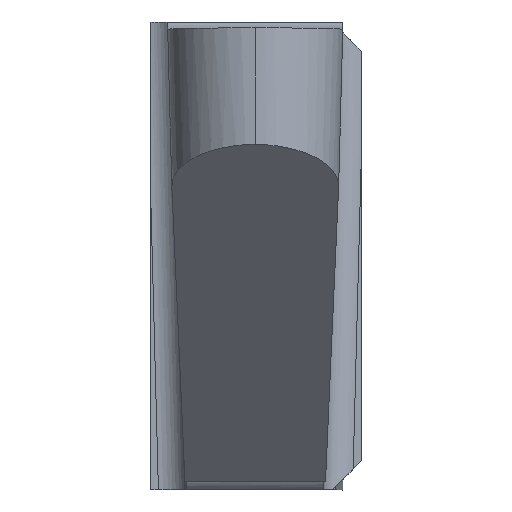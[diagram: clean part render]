
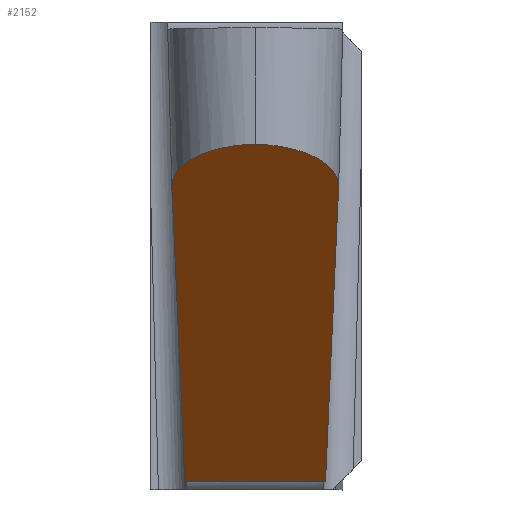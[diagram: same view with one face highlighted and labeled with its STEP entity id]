
A CAD part, front view. The second image highlights one B-rep face of the part: STEP entity #2152.
In plain terms, the highlighted planar face has unit normal (0, -0.427, -0.904).
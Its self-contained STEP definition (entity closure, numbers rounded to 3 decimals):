
#1561=CARTESIAN_POINT('',(0.586,12.223,-7.85));
#1562=VERTEX_POINT('',#1561);
#1573=CARTESIAN_POINT('',(0.586,12.223,-7.85));
#1574=DIRECTION('',(-0.019,-0.904,0.427));
#1575=VECTOR('',#1574,11.797);
#1576=LINE('',#1573,#1575);
#1577=CARTESIAN_POINT('',(0.361,1.56,-2.81));
#1578=VERTEX_POINT('',#1577);
#1579=EDGE_CURVE('',#1562,#1578,#1576,.T.);
#1794=CARTESIAN_POINT('',(3.213,1.56,-2.81));
#1795=VERTEX_POINT('',#1794);
#1806=CARTESIAN_POINT('',(3.213,1.56,-2.81));
#1807=DIRECTION('',(-0.019,0.904,-0.427));
#1808=VECTOR('',#1807,11.797);
#1809=LINE('',#1806,#1808);
#1810=CARTESIAN_POINT('',(2.988,12.223,-7.85));
#1811=VERTEX_POINT('',#1810);
#1812=EDGE_CURVE('',#1795,#1811,#1809,.T.);
#1923=CARTESIAN_POINT('',(1.787,0.036,-2.089));
#1924=VERTEX_POINT('',#1923);
#1935=CARTESIAN_POINT('',(1.787,0.036,-2.089));
#1936=CARTESIAN_POINT('',(2.645,0.067,-2.104));
#1937=CARTESIAN_POINT('',(3.231,0.694,-2.4));
#1938=CARTESIAN_POINT('',(3.213,1.56,-2.81));
#1939=(BOUNDED_CURVE()B_SPLINE_CURVE(3,(#1935,#1936,#1937,#1938),.UNSPECIFIED.,.F.,.F.)B_SPLINE_CURVE_WITH_KNOTS((4,4),(0.,1.),.UNSPECIFIED.)CURVE()GEOMETRIC_REPRESENTATION_ITEM()RATIONAL_B_SPLINE_CURVE((1.,0.811,0.811,1.))REPRESENTATION_ITEM('')
);
#1940=EDGE_CURVE('',#1924,#1795,#1939,.T.);
#2051=CARTESIAN_POINT('',(0.361,1.56,-2.81));
#2052=CARTESIAN_POINT('',(0.343,0.694,-2.4));
#2053=CARTESIAN_POINT('',(0.928,0.067,-2.104));
#2054=CARTESIAN_POINT('',(1.787,0.036,-2.089));
#2055=(BOUNDED_CURVE()B_SPLINE_CURVE(3,(#2051,#2052,#2053,#2054),.UNSPECIFIED.,.F.,.F.)B_SPLINE_CURVE_WITH_KNOTS((4,4),(0.,1.),.UNSPECIFIED.)CURVE()GEOMETRIC_REPRESENTATION_ITEM()RATIONAL_B_SPLINE_CURVE((1.,0.811,0.811,1.))REPRESENTATION_ITEM('')
);
#2056=EDGE_CURVE('',#1578,#1924,#2055,.T.);
#2095=CARTESIAN_POINT('',(1.206,5.638,-4.737));
#2096=DIRECTION('',(0.,0.427,0.904));
#2097=DIRECTION('',(0.,-0.386,0.183));
#2098=AXIS2_PLACEMENT_3D('',#2095,#2096,#2097);
#2099=PLANE('',#2098);
#2100=ORIENTED_EDGE('Edge 1172',*,*,#1812,.F.);
#2109=CARTESIAN_POINT('',(0.586,12.223,-7.85));
#2110=DIRECTION('',(1.,0.,0.));
#2111=VECTOR('',#2110,2.402);
#2112=LINE('',#2109,#2111);
#2113=EDGE_CURVE('',#1562,#1811,#2112,.T.);
#2114=ORIENTED_EDGE('Edge 443',*,*,#2113,.T.);
#2123=ORIENTED_EDGE('Edge 1224',*,*,#1579,.F.);
#2132=ORIENTED_EDGE('Edge 453',*,*,#2056,.F.);
#2141=ORIENTED_EDGE('Edge 458',*,*,#1940,.F.);
#2150=EDGE_LOOP('',(#2141,#2132,#2123,#2114,#2100));
#2151=FACE_OUTER_BOUND('Loop 459',#2150,.T.);
#2152=ADVANCED_FACE('Face 460',(#2151),#2099,.F.);
